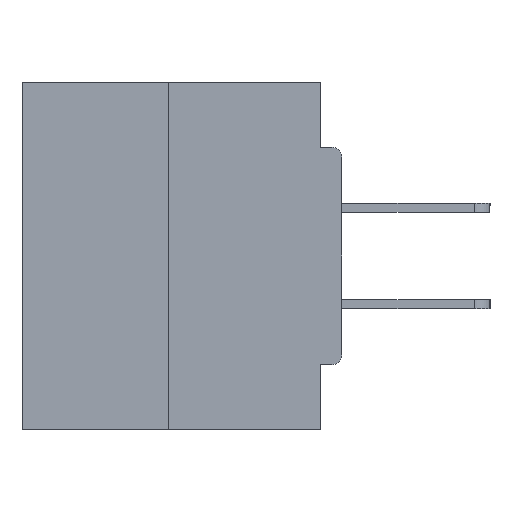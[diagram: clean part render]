
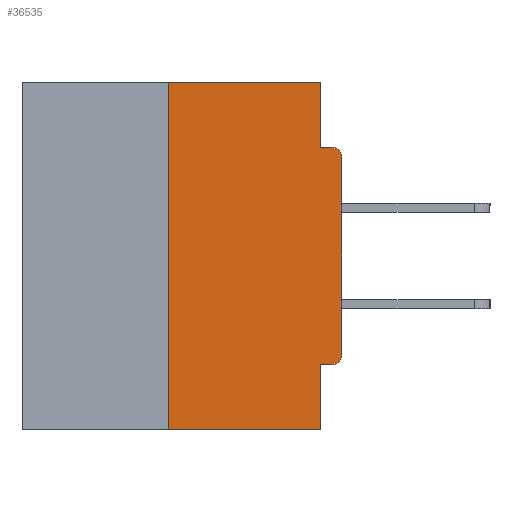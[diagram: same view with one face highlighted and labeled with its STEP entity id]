
A CAD part, left-side view. The second image highlights one B-rep face of the part: STEP entity #36535.
In plain terms, the highlighted planar face has unit normal (-1, 0, 0).
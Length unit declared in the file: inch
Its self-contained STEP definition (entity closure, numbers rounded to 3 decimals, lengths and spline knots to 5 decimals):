
#762 = ORIENTED_EDGE ( 'NONE', *, *, #31686, .F. ) ;
#991 = EDGE_CURVE ( 'NONE', #12225, #19505, #38583, .T. ) ;
#1721 = DIRECTION ( 'NONE',  ( 0., 0., -1. ) ) ;
#2368 = DIRECTION ( 'NONE',  ( 0., 0., -1. ) ) ;
#3005 = LINE ( 'NONE', #9292, #16397 ) ;
#3418 = VERTEX_POINT ( 'NONE', #10444 ) ;
#3676 = DIRECTION ( 'NONE',  ( 0., 0., 1. ) ) ;
#3748 = CARTESIAN_POINT ( 'NONE',  ( 0., 0., 0. ) ) ;
#5126 = EDGE_CURVE ( 'NONE', #23195, #27205, #9968, .T. ) ;
#5298 = CARTESIAN_POINT ( 'NONE',  ( 0., 0.46, -0.5 ) ) ;
#6059 = CARTESIAN_POINT ( 'NONE',  ( 0., 0.031, 0. ) ) ;
#6162 = EDGE_CURVE ( 'NONE', #8173, #3418, #28704, .T. ) ;
#7611 = DIRECTION ( 'NONE',  ( 0., -1., 0. ) ) ;
#8039 = CARTESIAN_POINT ( 'NONE',  ( 0., 0., -0.4065 ) ) ;
#8173 = VERTEX_POINT ( 'NONE', #32506 ) ;
#8285 = LINE ( 'NONE', #8039, #40385 ) ;
#8788 = CARTESIAN_POINT ( 'NONE',  ( 0., 0.25, 0. ) ) ;
#8940 = DIRECTION ( 'NONE',  ( 0., 0., -1. ) ) ;
#9292 = CARTESIAN_POINT ( 'NONE',  ( 0., 0., -0.0935 ) ) ;
#9529 = AXIS2_PLACEMENT_3D ( 'NONE', #27967, #19123, #8940 ) ;
#9968 = LINE ( 'NONE', #6059, #31228 ) ;
#10293 = VECTOR ( 'NONE', #7611, 39.37008 ) ;
#10441 = ORIENTED_EDGE ( 'NONE', *, *, #991, .F. ) ;
#10444 = CARTESIAN_POINT ( 'NONE',  ( 0., 0.015, -0.0935 ) ) ;
#10560 = CARTESIAN_POINT ( 'NONE',  ( 0., 0.031, -0.5 ) ) ;
#10593 = EDGE_CURVE ( 'NONE', #19637, #19505, #23435, .T. ) ;
#10816 = ORIENTED_EDGE ( 'NONE', *, *, #14474, .F. ) ;
#10858 = DIRECTION ( 'NONE',  ( 0., 0., -1. ) ) ;
#11958 = AXIS2_PLACEMENT_3D ( 'NONE', #18053, #15259, #2368 ) ;
#12225 = VERTEX_POINT ( 'NONE', #22502 ) ;
#13628 = EDGE_CURVE ( 'NONE', #27052, #23195, #35066, .T. ) ;
#13774 = DIRECTION ( 'NONE',  ( 0., -1., 0. ) ) ;
#13917 = ORIENTED_EDGE ( 'NONE', *, *, #10593, .T. ) ;
#14279 = CIRCLE ( 'NONE', #23408, 0.015 ) ;
#14474 = EDGE_CURVE ( 'NONE', #27205, #3418, #3005, .T. ) ;
#14853 = VECTOR ( 'NONE', #38554, 39.37008 ) ;
#15259 = DIRECTION ( 'NONE',  ( -1., 0., 0. ) ) ;
#15710 = EDGE_CURVE ( 'NONE', #29119, #28568, #14279, .T. ) ;
#16397 = VECTOR ( 'NONE', #13774, 39.37008 ) ;
#17255 = ORIENTED_EDGE ( 'NONE', *, *, #15710, .T. ) ;
#17771 = CARTESIAN_POINT ( 'NONE',  ( 0., 0.46, 0. ) ) ;
#18053 = CARTESIAN_POINT ( 'NONE',  ( 0., 0.015, -0.1085 ) ) ;
#18243 = ORIENTED_EDGE ( 'NONE', *, *, #21526, .T. ) ;
#19123 = DIRECTION ( 'NONE',  ( 1., 0., 0. ) ) ;
#19505 = VERTEX_POINT ( 'NONE', #10560 ) ;
#19637 = VERTEX_POINT ( 'NONE', #23759 ) ;
#20056 = CARTESIAN_POINT ( 'NONE',  ( 0., 0.015, -0.3915 ) ) ;
#20553 = ORIENTED_EDGE ( 'NONE', *, *, #13628, .F. ) ;
#20788 = CARTESIAN_POINT ( 'NONE',  ( 0., 0.031, -0.5 ) ) ;
#21526 = EDGE_CURVE ( 'NONE', #28568, #8173, #31672, .T. ) ;
#22502 = CARTESIAN_POINT ( 'NONE',  ( 0., 0.031, -0.4065 ) ) ;
#22720 = ORIENTED_EDGE ( 'NONE', *, *, #6162, .T. ) ;
#22749 = EDGE_CURVE ( 'NONE', #29119, #12225, #8285, .T. ) ;
#23195 = VERTEX_POINT ( 'NONE', #29620 ) ;
#23408 = AXIS2_PLACEMENT_3D ( 'NONE', #20056, #32826, #10858 ) ;
#23435 = LINE ( 'NONE', #5298, #33760 ) ;
#23624 = DIRECTION ( 'NONE',  ( 0., 1., 0. ) ) ;
#23759 = CARTESIAN_POINT ( 'NONE',  ( 0., 0.25, -0.5 ) ) ;
#24002 = VECTOR ( 'NONE', #3676, 39.37008 ) ;
#24269 = CARTESIAN_POINT ( 'NONE',  ( 0., 0.015, -0.4065 ) ) ;
#24956 = PLANE ( 'NONE',  #9529 ) ;
#27052 = VERTEX_POINT ( 'NONE', #8788 ) ;
#27205 = VERTEX_POINT ( 'NONE', #37469 ) ;
#27967 = CARTESIAN_POINT ( 'NONE',  ( 0., 0.46, 0. ) ) ;
#28568 = VERTEX_POINT ( 'NONE', #38057 ) ;
#28704 = CIRCLE ( 'NONE', #11958, 0.015 ) ;
#29119 = VERTEX_POINT ( 'NONE', #24269 ) ;
#29620 = CARTESIAN_POINT ( 'NONE',  ( 0., 0.031, 0. ) ) ;
#30360 = LINE ( 'NONE', #38225, #24002 ) ;
#30891 = DIRECTION ( 'NONE',  ( 0., -1., 0. ) ) ;
#31228 = VECTOR ( 'NONE', #40594, 39.37008 ) ;
#31672 = LINE ( 'NONE', #3748, #14853 ) ;
#31686 = EDGE_CURVE ( 'NONE', #19637, #27052, #30360, .T. ) ;
#31690 = VECTOR ( 'NONE', #1721, 39.37008 ) ;
#32506 = CARTESIAN_POINT ( 'NONE',  ( 0., 0., -0.1085 ) ) ;
#32695 = FACE_OUTER_BOUND ( 'NONE', #36512, .T. ) ;
#32826 = DIRECTION ( 'NONE',  ( -1., 0., 0. ) ) ;
#33760 = VECTOR ( 'NONE', #30891, 39.37008 ) ;
#35066 = LINE ( 'NONE', #17771, #10293 ) ;
#36498 = ORIENTED_EDGE ( 'NONE', *, *, #22749, .F. ) ;
#36512 = EDGE_LOOP ( 'NONE', ( #20553, #762, #13917, #10441, #36498, #17255, #18243, #22720, #10816, #37810 ) ) ;
#36535 = ADVANCED_FACE ( 'NONE', ( #32695 ), #24956, .F. ) ;
#37469 = CARTESIAN_POINT ( 'NONE',  ( 0., 0.031, -0.0935 ) ) ;
#37810 = ORIENTED_EDGE ( 'NONE', *, *, #5126, .F. ) ;
#38057 = CARTESIAN_POINT ( 'NONE',  ( 0., 0., -0.3915 ) ) ;
#38225 = CARTESIAN_POINT ( 'NONE',  ( 0., 0.25, 0. ) ) ;
#38554 = DIRECTION ( 'NONE',  ( 0., 0., 1. ) ) ;
#38583 = LINE ( 'NONE', #20788, #31690 ) ;
#40385 = VECTOR ( 'NONE', #23624, 39.37008 ) ;
#40594 = DIRECTION ( 'NONE',  ( 0., 0., -1. ) ) ;
